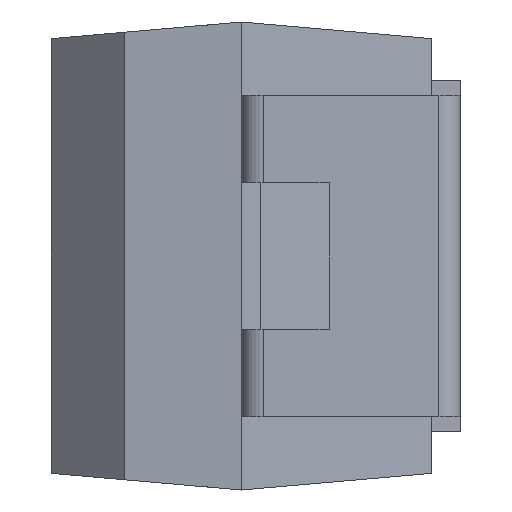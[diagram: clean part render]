
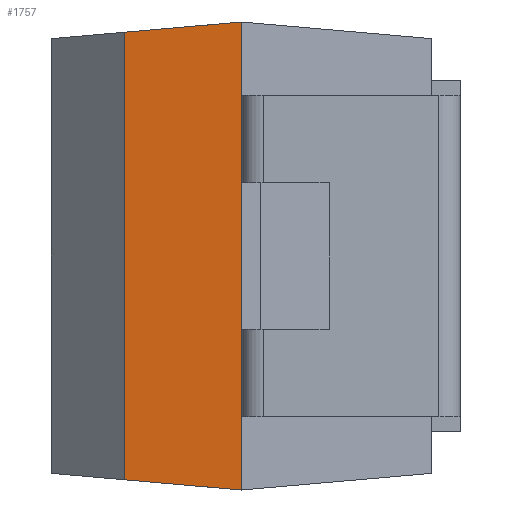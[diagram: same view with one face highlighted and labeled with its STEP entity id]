
A CAD part, left-side view. The second image highlights one B-rep face of the part: STEP entity #1757.
In plain terms, the highlighted planar face has unit normal (-0.996, 0.087, 0).
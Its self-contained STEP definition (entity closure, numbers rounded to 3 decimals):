
#7 = LINE ( 'NONE', #1407, #2402 ) ;
#27 = CARTESIAN_POINT ( 'NONE',  ( -2.85, 1.5, 1.6 ) ) ;
#118 = VECTOR ( 'NONE', #922, 1000. ) ;
#137 = CARTESIAN_POINT ( 'NONE',  ( -2.78, 2.3, -1.6 ) ) ;
#170 = DIRECTION ( 'NONE',  ( 0., 0., 1. ) ) ;
#201 = VECTOR ( 'NONE', #579, 1000. ) ;
#246 = AXIS2_PLACEMENT_3D ( 'NONE', #2327, #541, #1153 ) ;
#333 = VERTEX_POINT ( 'NONE', #641 ) ;
#358 = PLANE ( 'NONE',  #246 ) ;
#425 = CARTESIAN_POINT ( 'NONE',  ( -2.807, 1.991, 1.557 ) ) ;
#431 = ORIENTED_EDGE ( 'NONE', *, *, #876, .T. ) ;
#465 = EDGE_LOOP ( 'NONE', ( #1986, #1976, #1596, #1694, #431, #1218 ) ) ;
#506 = CARTESIAN_POINT ( 'NONE',  ( -2.85, 1.5, -1.6 ) ) ;
#541 = DIRECTION ( 'NONE',  ( -0.996, 0.087, 0. ) ) ;
#579 = DIRECTION ( 'NONE',  ( -0.087, -0.992, 0.087 ) ) ;
#592 = VERTEX_POINT ( 'NONE', #1997 ) ;
#641 = CARTESIAN_POINT ( 'NONE',  ( -2.78, 2.3, -1.53 ) ) ;
#713 = LINE ( 'NONE', #137, #118 ) ;
#829 = VERTEX_POINT ( 'NONE', #2521 ) ;
#869 = CARTESIAN_POINT ( 'NONE',  ( -2.826, 1.776, -1.576 ) ) ;
#876 = EDGE_CURVE ( 'NONE', #1825, #592, #7, .T. ) ;
#922 = DIRECTION ( 'NONE',  ( 0., 0., 1. ) ) ;
#999 = VERTEX_POINT ( 'NONE', #1802 ) ;
#1153 = DIRECTION ( 'NONE',  ( -0.087, -0.996, 0. ) ) ;
#1175 = EDGE_CURVE ( 'NONE', #829, #999, #2212, .T. ) ;
#1180 = EDGE_CURVE ( 'NONE', #592, #999, #1796, .T. ) ;
#1192 = DIRECTION ( 'NONE',  ( 0., 0., 1. ) ) ;
#1218 = ORIENTED_EDGE ( 'NONE', *, *, #1180, .T. ) ;
#1242 = VECTOR ( 'NONE', #1192, 1000. ) ;
#1311 = DIRECTION ( 'NONE',  ( -0.087, -0.992, -0.087 ) ) ;
#1345 = EDGE_CURVE ( 'NONE', #1808, #1825, #1949, .T. ) ;
#1352 = FACE_OUTER_BOUND ( 'NONE', #465, .T. ) ;
#1407 = CARTESIAN_POINT ( 'NONE',  ( -2.85, 1.5, -1.1 ) ) ;
#1416 = VECTOR ( 'NONE', #170, 1000. ) ;
#1456 = VECTOR ( 'NONE', #1311, 1000. ) ;
#1590 = EDGE_CURVE ( 'NONE', #333, #829, #713, .T. ) ;
#1596 = ORIENTED_EDGE ( 'NONE', *, *, #1635, .T. ) ;
#1635 = EDGE_CURVE ( 'NONE', #333, #1808, #1689, .T. ) ;
#1689 = LINE ( 'NONE', #869, #1456 ) ;
#1694 = ORIENTED_EDGE ( 'NONE', *, *, #1345, .T. ) ;
#1757 = ADVANCED_FACE ( 'NONE', ( #1352 ), #358, .T. ) ;
#1796 = LINE ( 'NONE', #27, #1242 ) ;
#1802 = CARTESIAN_POINT ( 'NONE',  ( -2.85, 1.5, 1.6 ) ) ;
#1808 = VERTEX_POINT ( 'NONE', #506 ) ;
#1825 = VERTEX_POINT ( 'NONE', #1869 ) ;
#1869 = CARTESIAN_POINT ( 'NONE',  ( -2.85, 1.5, -1.1 ) ) ;
#1923 = CARTESIAN_POINT ( 'NONE',  ( -2.85, 1.5, 1.6 ) ) ;
#1949 = LINE ( 'NONE', #1923, #1416 ) ;
#1976 = ORIENTED_EDGE ( 'NONE', *, *, #1590, .F. ) ;
#1986 = ORIENTED_EDGE ( 'NONE', *, *, #1175, .F. ) ;
#1997 = CARTESIAN_POINT ( 'NONE',  ( -2.85, 1.5, 1.1 ) ) ;
#2195 = DIRECTION ( 'NONE',  ( 0., 0., 1. ) ) ;
#2212 = LINE ( 'NONE', #425, #201 ) ;
#2327 = CARTESIAN_POINT ( 'NONE',  ( -2.85, 1.5, 1.6 ) ) ;
#2402 = VECTOR ( 'NONE', #2195, 1000. ) ;
#2521 = CARTESIAN_POINT ( 'NONE',  ( -2.78, 2.3, 1.53 ) ) ;
